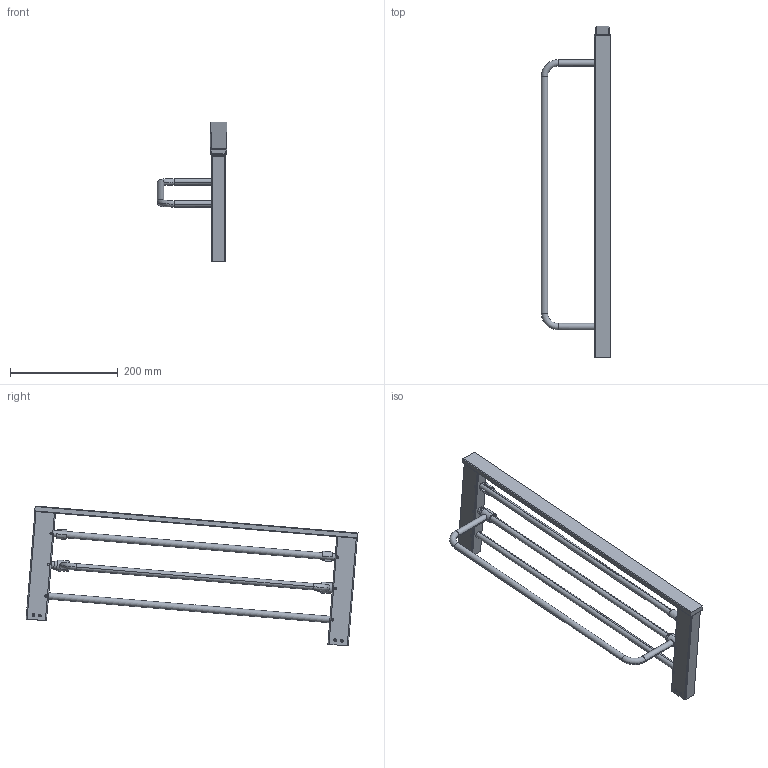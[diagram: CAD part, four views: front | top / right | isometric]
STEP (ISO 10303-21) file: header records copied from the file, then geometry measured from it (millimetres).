
FILE_DESCRIPTION((''),'2;1');
FILE_NAME('MG25661_ASM_ASM','2023-09-18T19:19:20',('Admin'),(''),'CREO PARAMETRIC BY PTC INC, 2018050','CREO PARAMETRIC BY PTC INC, 2018050','');
FILE_SCHEMA(('CONFIG_CONTROL_DESIGN'));
Length unit declared in the file: millimetre
Products named in the file (21): 00_1; PRT0044_1_1; PRT0044_1_2; PRT0044_1_ASM; PRT0045_1; S38094_1; S38003_1; PRT0047_1_1; PRT0047_1_2; PRT0047_1_ASM; PRT0048_1; PRT0049_1; PRT0051_1; PRT0052_1; S38085_1; PRT0050_1; PRT0053_1; DP_1; 1-1_1; MG25661_ASM_1_ASM; MG25661_ASM_ASM
Assembly tree (34 placements, depth 4):
  MG25661_ASM_ASM
    MG25661_ASM_1_ASM
      00_1
      PRT0044_1_ASM
        PRT0044_1_1
        PRT0044_1_2
      PRT0045_1  x2
      S38094_1  x2
      S38003_1  x2
      PRT0047_1_ASM
        PRT0047_1_1
        PRT0047_1_2
      PRT0048_1
      PRT0049_1
      PRT0051_1
      PRT0052_1
      S38085_1  x8
      PRT0050_1  x3
      PRT0053_1
      DP_1  x2
      1-1_1  x2
Bounding box: 128.5 x 614.89 x 259.13 mm (x, y, z)
Volume: 325491.9 mm3; surface area: 344206.1 mm2
Topology: 31 solids, 33 shells, 788 faces, 2202 edges, 1500 vertices
Faces by surface type: plane 302, cylinder 302, bspline 108, cone 72, torus 4
Entity records: 25327 total; most frequent: CARTESIAN_POINT 13617, ORIENTED_EDGE 2392, DIRECTION 2337, EDGE_CURVE 1198, AXIS2_PLACEMENT_3D 868, VERTEX_POINT 821, VECTOR 601, LINE 601
